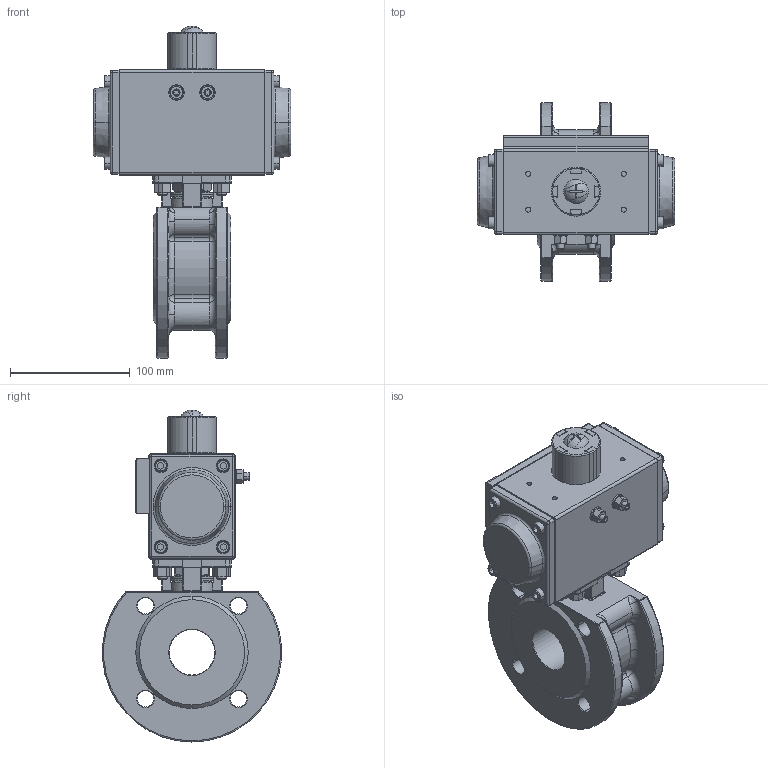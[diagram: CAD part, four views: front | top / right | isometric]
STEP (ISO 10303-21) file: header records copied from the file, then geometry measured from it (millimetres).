
FILE_DESCRIPTION(('HOOPS Exchange Step'),'2;1');
FILE_NAME('PK0700_DN40.stp','2025-05-09T10:23:22+02:00',('nieru'),('Unknown organisation'),'HOOPS Exchange 2024.2','HOOPS Exchange','Unknown authorisation');
FILE_SCHEMA( ('AP203_CONFIGURATION_CONTROLLED_3D_DESIGN_OF_MECHANICAL_PARTS_AND_ASSEMBLIES_MIM_LF') );
Length unit declared in the file: millimetre
Products named in the file (5): 0; root
Assembly tree (4 placements, depth 3):
  root
    0
      0
      0
      0
Bounding box: 165 x 149.52 x 277.65 mm (x, y, z)
Volume: 1322913.2 mm3; surface area: 253836.9 mm2
Topology: 38 solids, 38 shells, 1593 faces, 3881 edges, 2354 vertices
Faces by surface type: cylinder 521, plane 487, bspline 195, cone 174, torus 162, sphere 54
Full cylindrical faces by diameter (mm): 5 x1, 19.05 x1, 19.95 x1, 38 x1
Entity records: 69480 total; most frequent: CARTESIAN_POINT 33057, ORIENTED_EDGE 7636, DIRECTION 7271, EDGE_CURVE 3818, AXIS2_PLACEMENT_3D 2834, VERTEX_POINT 2356, EDGE_LOOP 1744, FACE_BOUND 1744
